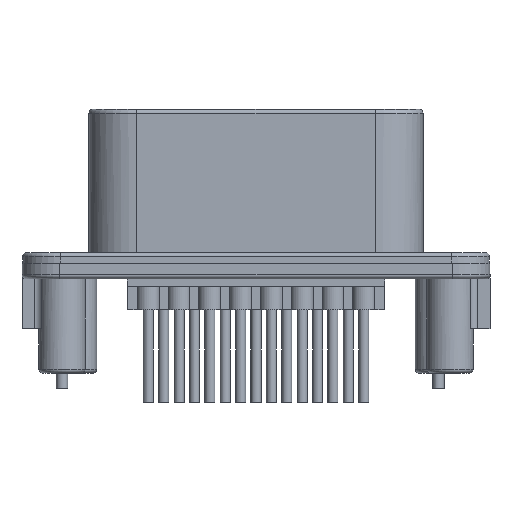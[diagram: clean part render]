
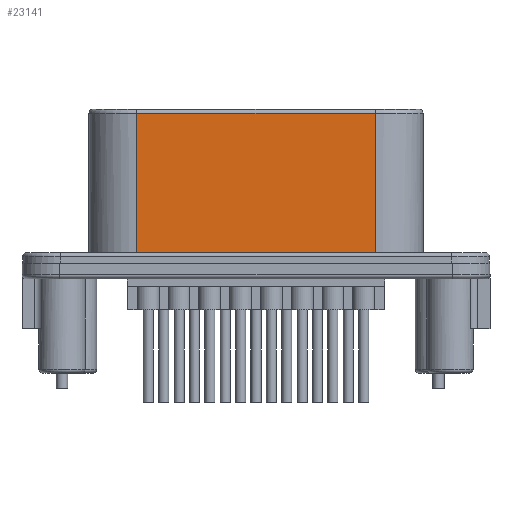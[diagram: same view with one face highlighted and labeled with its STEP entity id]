
A CAD part, front view. The second image highlights one B-rep face of the part: STEP entity #23141.
In plain terms, the highlighted planar face has unit normal (0, -1, 0).
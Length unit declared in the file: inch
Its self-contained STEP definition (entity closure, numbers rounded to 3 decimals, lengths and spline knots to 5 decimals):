
#135 = CARTESIAN_POINT ( 'NONE',  ( 0.61024, -0.46457, -0.01969 ) ) ;
#2002 = CARTESIAN_POINT ( 'NONE',  ( -0.61024, -0.46457, 0. ) ) ;
#3525 = VECTOR ( 'NONE', #7065, 39.37008 ) ;
#3654 = FACE_OUTER_BOUND ( 'NONE', #18914, .T. ) ;
#5557 = CARTESIAN_POINT ( 'NONE',  ( 0.61024, -0.46457, -0.7874 ) ) ;
#6513 = VERTEX_POINT ( 'NONE', #135 ) ;
#6521 = DIRECTION ( 'NONE',  ( -1., 0., 0. ) ) ;
#7016 = AXIS2_PLACEMENT_3D ( 'NONE', #27453, #18868, #23036 ) ;
#7065 = DIRECTION ( 'NONE',  ( -1., 0., 0. ) ) ;
#7212 = VERTEX_POINT ( 'NONE', #25667 ) ;
#7318 = EDGE_CURVE ( 'NONE', #6513, #22049, #24478, .T. ) ;
#8360 = DIRECTION ( 'NONE',  ( 0., 0., -1. ) ) ;
#8473 = DIRECTION ( 'NONE',  ( 0., 0., 1. ) ) ;
#9438 = VECTOR ( 'NONE', #8473, 39.37008 ) ;
#9563 = CARTESIAN_POINT ( 'NONE',  ( 0., -0.46457, -0.01969 ) ) ;
#10581 = VECTOR ( 'NONE', #8360, 39.37008 ) ;
#10797 = CARTESIAN_POINT ( 'NONE',  ( 0.61024, -0.46457, 0. ) ) ;
#15215 = EDGE_CURVE ( 'NONE', #23049, #7212, #16941, .T. ) ;
#16609 = PLANE ( 'NONE',  #7016 ) ;
#16909 = EDGE_CURVE ( 'NONE', #23049, #6513, #19455, .T. ) ;
#16941 = LINE ( 'NONE', #21925, #24251 ) ;
#18868 = DIRECTION ( 'NONE',  ( 0., -1., 0. ) ) ;
#18914 = EDGE_LOOP ( 'NONE', ( #22932, #23021, #27022, #25516 ) ) ;
#19455 = LINE ( 'NONE', #10797, #9438 ) ;
#20058 = EDGE_CURVE ( 'NONE', #22049, #7212, #24253, .T. ) ;
#20692 = CARTESIAN_POINT ( 'NONE',  ( -0.61024, -0.46457, -0.01969 ) ) ;
#21925 = CARTESIAN_POINT ( 'NONE',  ( -1.09843, -0.46457, -0.7874 ) ) ;
#22049 = VERTEX_POINT ( 'NONE', #20692 ) ;
#22932 = ORIENTED_EDGE ( 'NONE', *, *, #16909, .T. ) ;
#23021 = ORIENTED_EDGE ( 'NONE', *, *, #7318, .T. ) ;
#23036 = DIRECTION ( 'NONE',  ( 0., 0., -1. ) ) ;
#23049 = VERTEX_POINT ( 'NONE', #5557 ) ;
#23141 = ADVANCED_FACE ( 'NONE', ( #3654 ), #16609, .T. ) ;
#24251 = VECTOR ( 'NONE', #6521, 39.37008 ) ;
#24253 = LINE ( 'NONE', #2002, #10581 ) ;
#24478 = LINE ( 'NONE', #9563, #3525 ) ;
#25516 = ORIENTED_EDGE ( 'NONE', *, *, #15215, .F. ) ;
#25667 = CARTESIAN_POINT ( 'NONE',  ( -0.61024, -0.46457, -0.7874 ) ) ;
#27022 = ORIENTED_EDGE ( 'NONE', *, *, #20058, .T. ) ;
#27453 = CARTESIAN_POINT ( 'NONE',  ( 0., -0.46457, 0. ) ) ;
